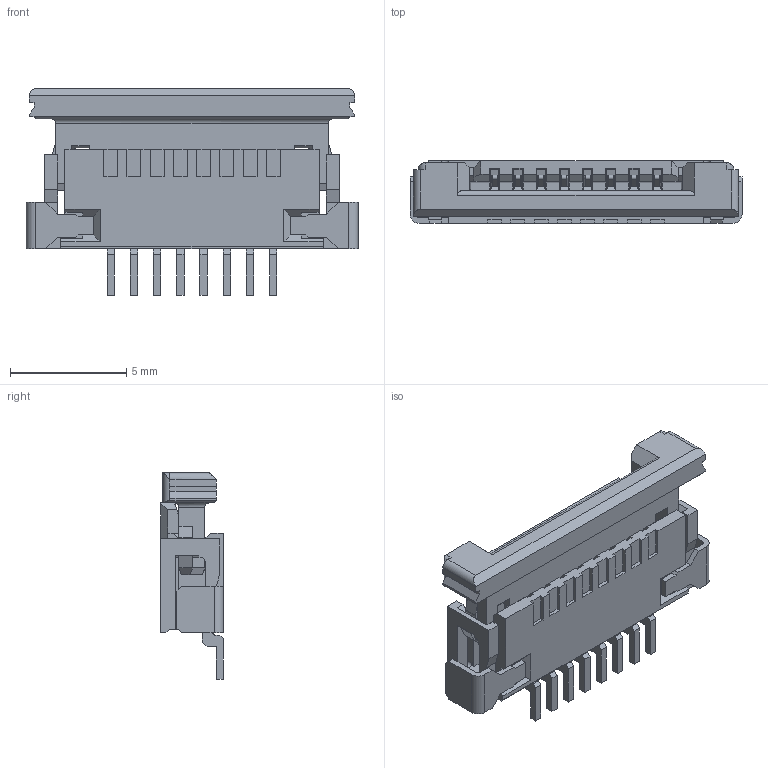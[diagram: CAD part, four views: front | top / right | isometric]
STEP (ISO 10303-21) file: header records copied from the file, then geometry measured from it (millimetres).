
FILE_DESCRIPTION((''),'2;1');
FILE_NAME('522070885','2016-07-12T',('rlalsangi'),(''),'PRO/ENGINEER BY PARAMETRIC TECHNOLOGY CORPORATION, 2012310','PRO/ENGINEER BY PARAMETRIC TECHNOLOGY CORPORATION, 2012310','');
FILE_SCHEMA(('CONFIG_CONTROL_DESIGN'));
Length unit declared in the file: millimetre
Products named in the file (1): 522070885
Bounding box: 14.3 x 2.7 x 8.9 mm (x, y, z)
Volume: 147.8 mm3; surface area: 692.9 mm2
Topology: 3 solids, 3 shells, 764 faces, 2271 edges, 1456 vertices
Faces by surface type: plane 666, cylinder 66, cone 32
Entity records: 25034 total; most frequent: CARTESIAN_POINT 4640, ORIENTED_EDGE 4430, DIRECTION 3887, EDGE_CURVE 2215, VECTOR 2089, LINE 2089, VERTEX_POINT 1416, AXIS2_PLACEMENT_3D 899
